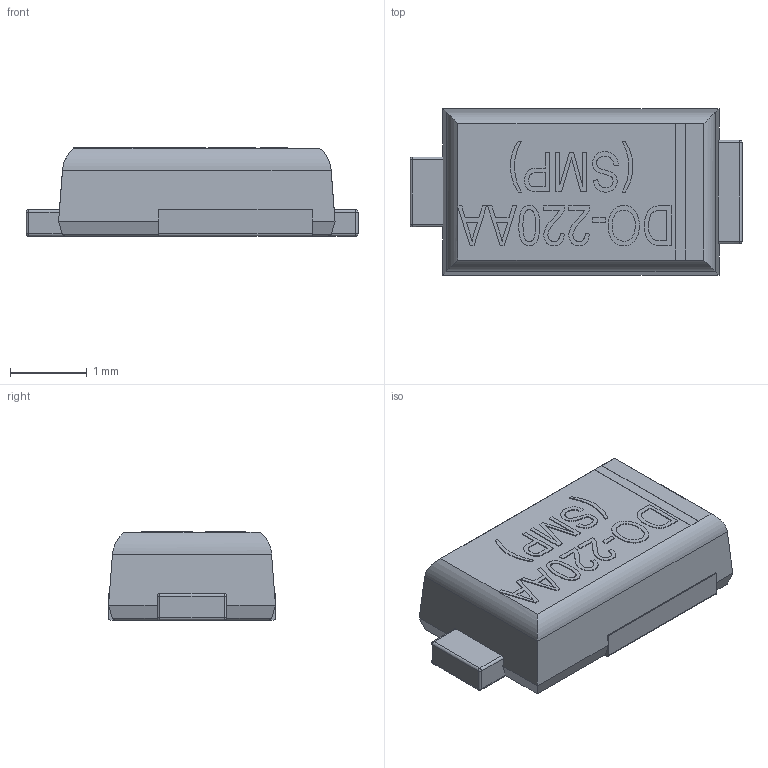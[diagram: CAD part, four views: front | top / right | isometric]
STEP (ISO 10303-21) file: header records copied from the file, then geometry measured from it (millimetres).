
FILE_DESCRIPTION (( 'STEP AP214' ), '1' );
FILE_NAME ('User Library-110835.STEP', '2020-10-19T12:11:07', ( '' ), ( '' ), 'SwSTEP 2.0', 'SolidWorks 2020', '' );
FILE_SCHEMA (( 'AUTOMOTIVE_DESIGN' ));
Length unit declared in the file: inch
Products named in the file (1): User Library-110835
Bounding box: 4.34 x 2.18 x 1.16 mm (x, y, z)
Volume: 8.8 mm3; surface area: 29.1 mm2
Topology: 1 solids, 1 shells, 262 faces, 671 edges, 424 vertices
Faces by surface type: plane 151, bspline 75, cylinder 28, sphere 8
Entity records: 15147 total; most frequent: CARTESIAN_POINT 5957, ORIENTED_EDGE 1326, DIRECTION 909, EDGE_CURVE 663, VECTOR 453, LINE 453, VERTEX_POINT 424, EDGE_LOOP 283
